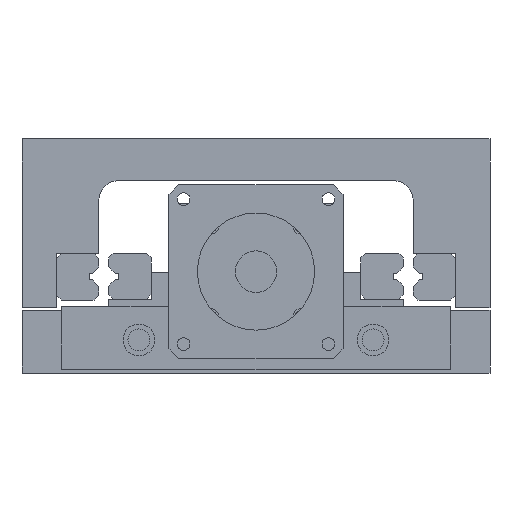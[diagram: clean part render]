
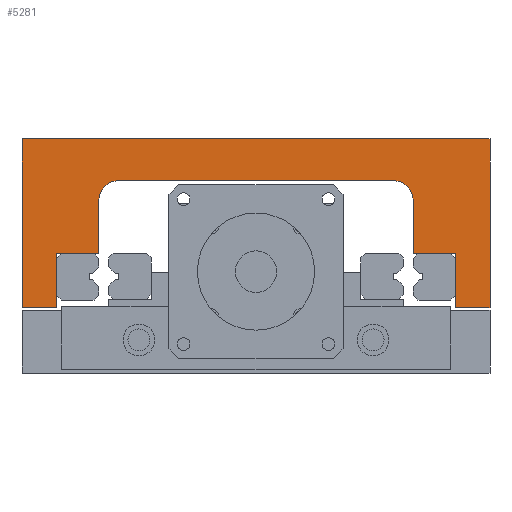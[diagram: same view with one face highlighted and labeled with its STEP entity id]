
A CAD part, front view. The second image highlights one B-rep face of the part: STEP entity #5281.
In plain terms, the highlighted planar face has unit normal (0, -1, 0).
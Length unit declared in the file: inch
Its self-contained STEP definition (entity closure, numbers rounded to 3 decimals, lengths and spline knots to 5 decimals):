
#4799=CARTESIAN_POINT('',(-2.558,-4.0,-1.08));
#4800=VERTEX_POINT('',#4799);
#4807=CARTESIAN_POINT('',(-2.998,-4.0,-1.08));
#4808=VERTEX_POINT('',#4807);
#4809=CARTESIAN_POINT('',(-2.998,-4.0,-1.08));
#4810=DIRECTION('',(1.0,0.0,0.0));
#4811=VECTOR('',#4810,0.44);
#4812=LINE('',#4809,#4811);
#4813=EDGE_CURVE('',#4808,#4800,#4812,.T.);
#4830=CARTESIAN_POINT('',(-2.558,-4.0,-0.391));
#4831=VERTEX_POINT('',#4830);
#4838=CARTESIAN_POINT('',(-2.558,-4.0,-1.08));
#4839=DIRECTION('',(0.0,0.0,1.0));
#4840=VECTOR('',#4839,0.689);
#4841=LINE('',#4838,#4840);
#4842=EDGE_CURVE('',#4800,#4831,#4841,.T.);
#4854=CARTESIAN_POINT('',(-2.013,-4.0,-0.391));
#4855=VERTEX_POINT('',#4854);
#4862=CARTESIAN_POINT('',(-2.558,-4.0,-0.391));
#4863=DIRECTION('',(1.0,0.0,0.0));
#4864=VECTOR('',#4863,0.545);
#4865=LINE('',#4862,#4864);
#4866=EDGE_CURVE('',#4831,#4855,#4865,.T.);
#4878=CARTESIAN_POINT('',(-2.013,-4.0,0.29447));
#4879=VERTEX_POINT('',#4878);
#4886=CARTESIAN_POINT('',(-2.013,-4.0,-0.391));
#4887=DIRECTION('',(0.0,0.0,1.0));
#4888=VECTOR('',#4887,0.68547);
#4889=LINE('',#4886,#4888);
#4890=EDGE_CURVE('',#4855,#4879,#4889,.T.);
#4902=CARTESIAN_POINT('',(-1.763,-4.0,0.54447));
#4903=VERTEX_POINT('',#4902);
#4910=CARTESIAN_POINT('',(-1.763,-4.0,0.29447));
#4911=DIRECTION('',(0.0,1.0,0.0));
#4912=DIRECTION('',(0.0,0.0,-1.0));
#4913=AXIS2_PLACEMENT_3D('',#4910,#4911,#4912);
#4914=CIRCLE('',#4913,0.25);
#4915=EDGE_CURVE('',#4879,#4903,#4914,.T.);
#4927=CARTESIAN_POINT('',(1.763,-4.0,0.54447));
#4928=VERTEX_POINT('',#4927);
#4935=CARTESIAN_POINT('',(-1.763,-4.0,0.54447));
#4936=DIRECTION('',(1.0,0.0,0.0));
#4937=VECTOR('',#4936,3.526);
#4938=LINE('',#4935,#4937);
#4939=EDGE_CURVE('',#4903,#4928,#4938,.T.);
#5015=CARTESIAN_POINT('',(2.013,-4.0,0.29447));
#5016=VERTEX_POINT('',#5015);
#5023=CARTESIAN_POINT('',(1.763,-4.0,0.29447));
#5024=DIRECTION('',(0.0,1.0,0.0));
#5025=DIRECTION('',(-1.0,0.0,0.0));
#5026=AXIS2_PLACEMENT_3D('',#5023,#5024,#5025);
#5027=CIRCLE('',#5026,0.25);
#5028=EDGE_CURVE('',#4928,#5016,#5027,.T.);
#5040=CARTESIAN_POINT('',(2.013,-4.0,-0.391));
#5041=VERTEX_POINT('',#5040);
#5048=CARTESIAN_POINT('',(2.013,-4.0,0.29447));
#5049=DIRECTION('',(0.0,0.0,-1.0));
#5050=VECTOR('',#5049,0.68547);
#5051=LINE('',#5048,#5050);
#5052=EDGE_CURVE('',#5016,#5041,#5051,.T.);
#5064=CARTESIAN_POINT('',(2.558,-4.0,-0.391));
#5065=VERTEX_POINT('',#5064);
#5072=CARTESIAN_POINT('',(2.013,-4.0,-0.391));
#5073=DIRECTION('',(1.0,0.0,0.0));
#5074=VECTOR('',#5073,0.545);
#5075=LINE('',#5072,#5074);
#5076=EDGE_CURVE('',#5041,#5065,#5075,.T.);
#5088=CARTESIAN_POINT('',(2.558,-4.0,-1.08));
#5089=VERTEX_POINT('',#5088);
#5096=CARTESIAN_POINT('',(2.558,-4.0,-0.391));
#5097=DIRECTION('',(0.0,0.0,-1.0));
#5098=VECTOR('',#5097,0.689);
#5099=LINE('',#5096,#5098);
#5100=EDGE_CURVE('',#5065,#5089,#5099,.T.);
#5112=CARTESIAN_POINT('',(2.998,-4.0,-1.08));
#5113=VERTEX_POINT('',#5112);
#5120=CARTESIAN_POINT('',(2.558,-4.0,-1.08));
#5121=DIRECTION('',(1.0,0.0,0.0));
#5122=VECTOR('',#5121,0.44);
#5123=LINE('',#5120,#5122);
#5124=EDGE_CURVE('',#5089,#5113,#5123,.T.);
#5136=CARTESIAN_POINT('',(2.998,-4.0,1.08));
#5137=VERTEX_POINT('',#5136);
#5144=CARTESIAN_POINT('',(2.998,-4.0,-1.08));
#5145=DIRECTION('',(0.0,0.0,1.0));
#5146=VECTOR('',#5145,2.16);
#5147=LINE('',#5144,#5146);
#5148=EDGE_CURVE('',#5113,#5137,#5147,.T.);
#5160=CARTESIAN_POINT('',(-2.998,-4.0,1.08));
#5161=VERTEX_POINT('',#5160);
#5168=CARTESIAN_POINT('',(2.998,-4.0,1.08));
#5169=DIRECTION('',(-1.0,0.0,0.0));
#5170=VECTOR('',#5169,5.996);
#5171=LINE('',#5168,#5170);
#5172=EDGE_CURVE('',#5137,#5161,#5171,.T.);
#5249=CARTESIAN_POINT('',(-2.998,-4.0,1.08));
#5250=DIRECTION('',(0.0,0.0,-1.0));
#5251=VECTOR('',#5250,2.16);
#5252=LINE('',#5249,#5251);
#5253=EDGE_CURVE('',#5161,#4808,#5252,.T.);
#5260=CARTESIAN_POINT('',(0.,-4.,0.32527));
#5261=DIRECTION('',(0.0,1.0,0.0));
#5262=DIRECTION('',(0.0,0.0,1.0));
#5263=AXIS2_PLACEMENT_3D('',#5260,#5261,#5262);
#5264=PLANE('',#5263);
#5265=ORIENTED_EDGE('',*,*,#5253,.T.);
#5266=ORIENTED_EDGE('',*,*,#4813,.T.);
#5267=ORIENTED_EDGE('',*,*,#4842,.T.);
#5268=ORIENTED_EDGE('',*,*,#4866,.T.);
#5269=ORIENTED_EDGE('',*,*,#4890,.T.);
#5270=ORIENTED_EDGE('',*,*,#4915,.T.);
#5271=ORIENTED_EDGE('',*,*,#4939,.T.);
#5272=ORIENTED_EDGE('',*,*,#5028,.T.);
#5273=ORIENTED_EDGE('',*,*,#5052,.T.);
#5274=ORIENTED_EDGE('',*,*,#5076,.T.);
#5275=ORIENTED_EDGE('',*,*,#5100,.T.);
#5276=ORIENTED_EDGE('',*,*,#5124,.T.);
#5277=ORIENTED_EDGE('',*,*,#5148,.T.);
#5278=ORIENTED_EDGE('',*,*,#5172,.T.);
#5279=EDGE_LOOP('',(#5265,#5266,#5267,#5268,#5269,#5270,#5271,#5272,#5273,#5274,#5275,#5276,#5277,#5278));
#5280=FACE_OUTER_BOUND('',#5279,.T.);
#5281=ADVANCED_FACE('',(#5280),#5264,.F.);
